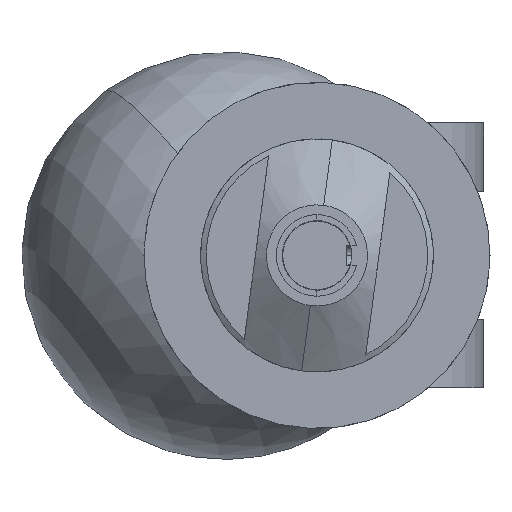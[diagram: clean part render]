
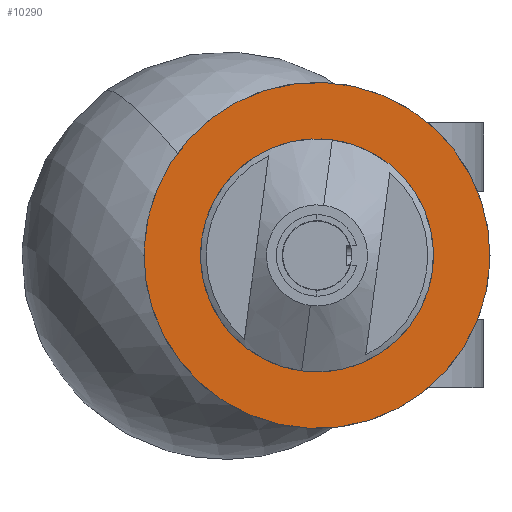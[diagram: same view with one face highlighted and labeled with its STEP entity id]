
A CAD part, left-side view. The second image highlights one B-rep face of the part: STEP entity #10290.
In plain terms, the highlighted planar face has unit normal (-1, 0, 0).
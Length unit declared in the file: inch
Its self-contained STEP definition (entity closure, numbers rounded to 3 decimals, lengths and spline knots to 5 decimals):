
#47 = AXIS2_PLACEMENT_3D ( 'NONE', #9113, #8058, #3741 ) ;
#105 = AXIS2_PLACEMENT_3D ( 'NONE', #3713, #13162, #2655 ) ;
#234 = EDGE_LOOP ( 'NONE', ( #12438, #6958 ) ) ;
#244 = ORIENTED_EDGE ( 'NONE', *, *, #7582, .T. ) ;
#307 = CARTESIAN_POINT ( 'NONE',  ( -0.2745, -0.48984, -0.20238 ) ) ;
#2155 = VERTEX_POINT ( 'NONE', #307 ) ;
#2520 = AXIS2_PLACEMENT_3D ( 'NONE', #12615, #8384, #11964 ) ;
#2655 = DIRECTION ( 'NONE',  ( 0., -0.924, -0.382 ) ) ;
#3415 = EDGE_CURVE ( 'NONE', #5735, #13553, #12873, .T. ) ;
#3713 = CARTESIAN_POINT ( 'NONE',  ( -0.2745, 0., 0. ) ) ;
#3741 = DIRECTION ( 'NONE',  ( 0., -0.924, -0.382 ) ) ;
#3897 = PLANE ( 'NONE',  #7553 ) ;
#4267 = CARTESIAN_POINT ( 'NONE',  ( -0.2745, -0.32995, -0.13632 ) ) ;
#4440 = EDGE_LOOP ( 'NONE', ( #4729, #244 ) ) ;
#4729 = ORIENTED_EDGE ( 'NONE', *, *, #6389, .T. ) ;
#4856 = FACE_OUTER_BOUND ( 'NONE', #4440, .T. ) ;
#5735 = VERTEX_POINT ( 'NONE', #10279 ) ;
#6161 = AXIS2_PLACEMENT_3D ( 'NONE', #11031, #11299, #11498 ) ;
#6389 = EDGE_CURVE ( 'NONE', #2155, #6465, #9524, .T. ) ;
#6465 = VERTEX_POINT ( 'NONE', #11845 ) ;
#6958 = ORIENTED_EDGE ( 'NONE', *, *, #3415, .F. ) ;
#7117 = DIRECTION ( 'NONE',  ( 1., 0., 0. ) ) ;
#7553 = AXIS2_PLACEMENT_3D ( 'NONE', #10232, #7117, #9186 ) ;
#7582 = EDGE_CURVE ( 'NONE', #6465, #2155, #10908, .T. ) ;
#8058 = DIRECTION ( 'NONE',  ( -1., 0., 0. ) ) ;
#8384 = DIRECTION ( 'NONE',  ( -1., 0., 0. ) ) ;
#9113 = CARTESIAN_POINT ( 'NONE',  ( -0.2745, 0., 0. ) ) ;
#9186 = DIRECTION ( 'NONE',  ( 0., 0.924, 0.382 ) ) ;
#9252 = FACE_BOUND ( 'NONE', #234, .T. ) ;
#9414 = EDGE_CURVE ( 'NONE', #13553, #5735, #9883, .T. ) ;
#9524 = CIRCLE ( 'NONE', #47, 0.53 ) ;
#9883 = CIRCLE ( 'NONE', #6161, 0.357 ) ;
#10232 = CARTESIAN_POINT ( 'NONE',  ( -0.2745, -0.20238, 0.48984 ) ) ;
#10279 = CARTESIAN_POINT ( 'NONE',  ( -0.2745, 0.32995, 0.13632 ) ) ;
#10290 = ADVANCED_FACE ( 'NONE', ( #9252, #4856 ), #3897, .F. ) ;
#10908 = CIRCLE ( 'NONE', #105, 0.53 ) ;
#11031 = CARTESIAN_POINT ( 'NONE',  ( -0.2745, 0., 0. ) ) ;
#11299 = DIRECTION ( 'NONE',  ( -1., 0., 0. ) ) ;
#11498 = DIRECTION ( 'NONE',  ( 0., -0.924, -0.382 ) ) ;
#11845 = CARTESIAN_POINT ( 'NONE',  ( -0.2745, 0.48984, 0.20238 ) ) ;
#11964 = DIRECTION ( 'NONE',  ( 0., -0.924, -0.382 ) ) ;
#12438 = ORIENTED_EDGE ( 'NONE', *, *, #9414, .F. ) ;
#12615 = CARTESIAN_POINT ( 'NONE',  ( -0.2745, 0., 0. ) ) ;
#12873 = CIRCLE ( 'NONE', #2520, 0.357 ) ;
#13162 = DIRECTION ( 'NONE',  ( -1., 0., 0. ) ) ;
#13553 = VERTEX_POINT ( 'NONE', #4267 ) ;
